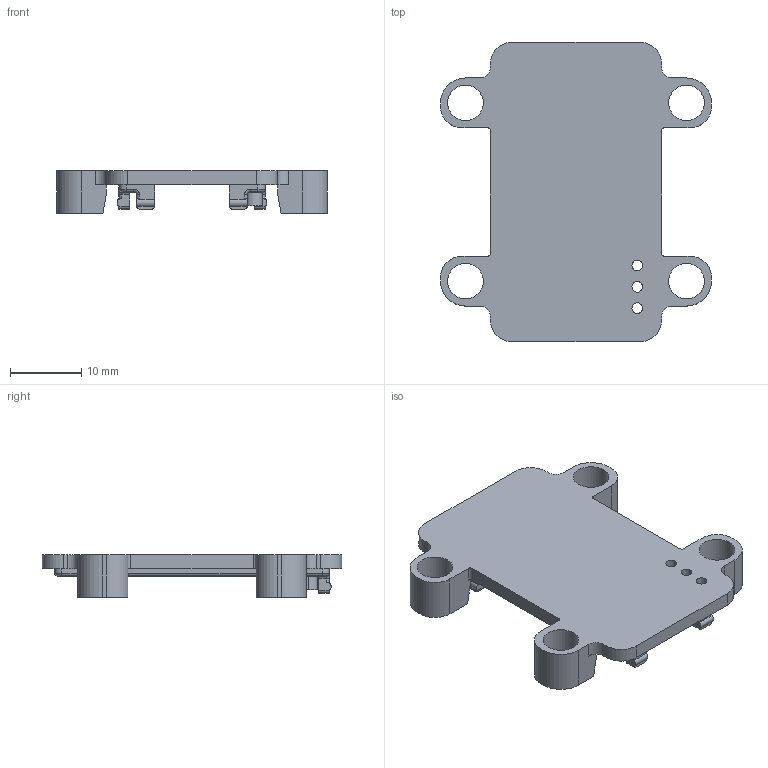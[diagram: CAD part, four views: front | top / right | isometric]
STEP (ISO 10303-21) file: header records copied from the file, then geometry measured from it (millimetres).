
FILE_DESCRIPTION(/* description */ ('STEP AP203'),/* implementation_level */ '2;1');
FILE_NAME(/* name */ '69931291aa5e68cf5f790a14',/* time_stamp */ '2026-02-16T12:50:26Z',/* author */ (''),/* organization */ (''),/* preprocessor_version */ 'ST-DEVELOPER v20',/* originating_system */ 'ONSHAPE BY PTC INC, 1.210',/* authorisation */ ' ');
FILE_SCHEMA (('CONFIG_CONTROL_DESIGN'));
Length unit declared in the file: metre
Products named in the file (1): Lid
Bounding box: 38 x 42 x 6 mm (x, y, z)
Volume: 2759.4 mm3; surface area: 3614.2 mm2
Topology: 1 solids, 1 shells, 180 faces, 476 edges, 299 vertices
Faces by surface type: cylinder 85, plane 77, torus 16, sphere 2
Full cylindrical faces by diameter (mm): 1.5 x3, 5 x4
Entity records: 5581 total; most frequent: DIRECTION 992, CARTESIAN_POINT 984, ORIENTED_EDGE 934, EDGE_CURVE 467, AXIS2_PLACEMENT_3D 356, VERTEX_POINT 299, LINE 280, VECTOR 280
